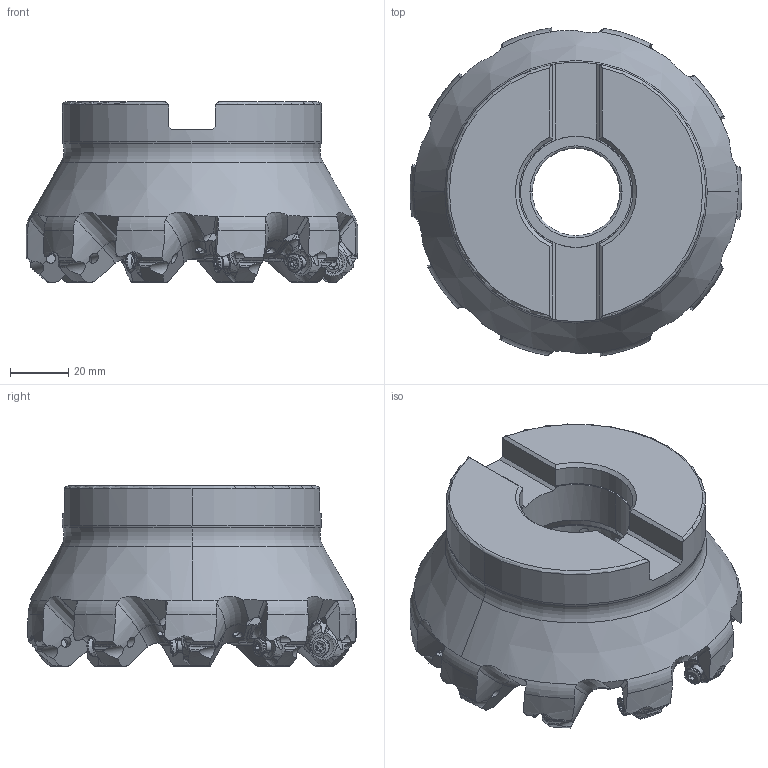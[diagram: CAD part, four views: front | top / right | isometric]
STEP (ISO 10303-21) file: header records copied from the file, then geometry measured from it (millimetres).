
FILE_DESCRIPTION(/* description */ (''),/* implementation_level */ '2;1');
FILE_NAME(/* name */ 'WSX445UR0410EA.stp',/* time_stamp */ '2021-09-08T11:36:34+09:00',/* author */ (''),/* organization */ (''),/* preprocessor_version */ 'ST-DEVELOPER v16',/* originating_system */ 'SIEMENS PLM Software NX 10.0',/* authorisation */ '');
FILE_SCHEMA (('AUTOMOTIVE_DESIGN { 1 0 10303 214 3 1 1 1 }'));
Products named in the file (1): WSX445UR0410EA_ASM
Bounding box: 113.88 x 112.64 x 61.75 mm (x, y, z)
Volume: 321603.8 mm3; surface area: 49365.8 mm2
Topology: 11 solids, 11 shells, 1487 faces, 3852 edges, 2423 vertices
Faces by surface type: cylinder 472, plane 331, bspline 310, torus 164, extrusion 80, sphere 70, cone 60
Entity records: 101103 total; most frequent: CARTESIAN_POINT 67462, ORIENTED_EDGE 7664, DIRECTION 5926, EDGE_CURVE 3832, AXIS2_PLACEMENT_3D 2392, VERTEX_POINT 2376, B_SPLINE_CURVE_WITH_KNOTS 1604, EDGE_LOOP 1538
